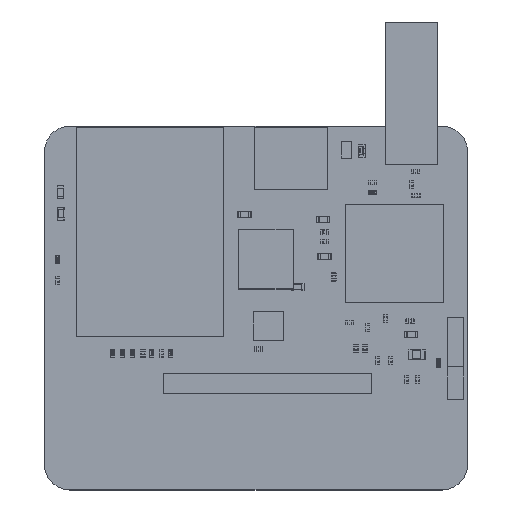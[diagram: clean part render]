
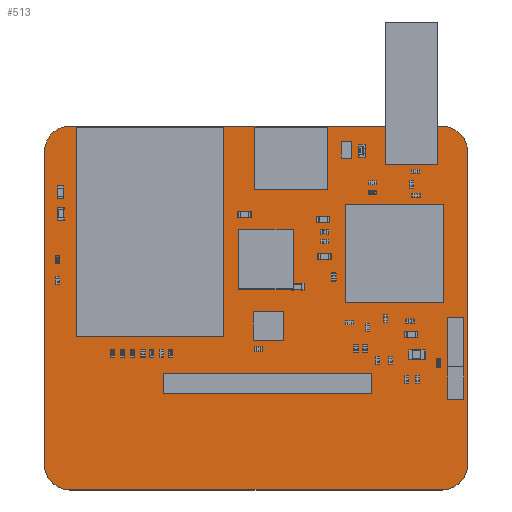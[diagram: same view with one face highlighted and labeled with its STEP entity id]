
A CAD part, top view. The second image highlights one B-rep face of the part: STEP entity #513.
In plain terms, the highlighted planar face has unit normal (0, 0, 1).
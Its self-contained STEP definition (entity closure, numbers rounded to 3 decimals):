
#248 = VERTEX_POINT('',#249);
#249 = CARTESIAN_POINT('',(0.,3.1,1.638));
#255 = EDGE_CURVE('',#248,#256,#258,.T.);
#256 = VERTEX_POINT('',#257);
#257 = CARTESIAN_POINT('',(3.1,0.,1.638));
#258 = CIRCLE('',#259,3.1);
#259 = AXIS2_PLACEMENT_3D('',#260,#261,#262);
#260 = CARTESIAN_POINT('',(3.1,3.1,1.638));
#261 = DIRECTION('',(0.,0.,1.));
#262 = DIRECTION('',(-1.,0.,0.));
#288 = EDGE_CURVE('',#256,#289,#291,.T.);
#289 = VERTEX_POINT('',#290);
#290 = CARTESIAN_POINT('',(48.5,0.,1.638));
#291 = LINE('',#292,#293);
#292 = CARTESIAN_POINT('',(3.1,0.,1.638));
#293 = VECTOR('',#294,1.);
#294 = DIRECTION('',(1.,0.,0.));
#319 = EDGE_CURVE('',#289,#320,#322,.T.);
#320 = VERTEX_POINT('',#321);
#321 = CARTESIAN_POINT('',(51.6,3.1,1.638));
#322 = CIRCLE('',#323,3.1);
#323 = AXIS2_PLACEMENT_3D('',#324,#325,#326);
#324 = CARTESIAN_POINT('',(48.5,3.1,1.638));
#325 = DIRECTION('',(0.,0.,1.));
#326 = DIRECTION('',(0.,-1.,0.));
#352 = EDGE_CURVE('',#320,#353,#355,.T.);
#353 = VERTEX_POINT('',#354);
#354 = CARTESIAN_POINT('',(51.6,41.3,1.638));
#355 = LINE('',#356,#357);
#356 = CARTESIAN_POINT('',(51.6,3.1,1.638));
#357 = VECTOR('',#358,1.);
#358 = DIRECTION('',(0.,1.,0.));
#383 = EDGE_CURVE('',#353,#384,#386,.T.);
#384 = VERTEX_POINT('',#385);
#385 = CARTESIAN_POINT('',(48.5,44.4,1.638));
#386 = CIRCLE('',#387,3.1);
#387 = AXIS2_PLACEMENT_3D('',#388,#389,#390);
#388 = CARTESIAN_POINT('',(48.5,41.3,1.638));
#389 = DIRECTION('',(0.,0.,1.));
#390 = DIRECTION('',(1.,0.,-0.));
#416 = EDGE_CURVE('',#384,#417,#419,.T.);
#417 = VERTEX_POINT('',#418);
#418 = CARTESIAN_POINT('',(3.1,44.4,1.638));
#419 = LINE('',#420,#421);
#420 = CARTESIAN_POINT('',(48.5,44.4,1.638));
#421 = VECTOR('',#422,1.);
#422 = DIRECTION('',(-1.,0.,0.));
#447 = EDGE_CURVE('',#417,#448,#450,.T.);
#448 = VERTEX_POINT('',#449);
#449 = CARTESIAN_POINT('',(0.,41.4,1.638));
#450 = CIRCLE('',#451,3.101);
#451 = AXIS2_PLACEMENT_3D('',#452,#453,#454);
#452 = CARTESIAN_POINT('',(3.1,41.299,1.638));
#453 = DIRECTION('',(0.,0.,1.));
#454 = DIRECTION('',(0.,1.,-0.));
#480 = EDGE_CURVE('',#448,#248,#481,.T.);
#481 = LINE('',#482,#483);
#482 = CARTESIAN_POINT('',(0.,41.4,1.638));
#483 = VECTOR('',#484,1.);
#484 = DIRECTION('',(0.,-1.,0.));
#513 = ADVANCED_FACE('',(#514),#524,.T.);
#514 = FACE_BOUND('',#515,.T.);
#515 = EDGE_LOOP('',(#516,#517,#518,#519,#520,#521,#522,#523));
#516 = ORIENTED_EDGE('',*,*,#255,.T.);
#517 = ORIENTED_EDGE('',*,*,#288,.T.);
#518 = ORIENTED_EDGE('',*,*,#319,.T.);
#519 = ORIENTED_EDGE('',*,*,#352,.T.);
#520 = ORIENTED_EDGE('',*,*,#383,.T.);
#521 = ORIENTED_EDGE('',*,*,#416,.T.);
#522 = ORIENTED_EDGE('',*,*,#447,.T.);
#523 = ORIENTED_EDGE('',*,*,#480,.T.);
#524 = PLANE('',#525);
#525 = AXIS2_PLACEMENT_3D('',#526,#527,#528);
#526 = CARTESIAN_POINT('',(25.799,22.201,1.638));
#527 = DIRECTION('',(0.,0.,1.));
#528 = DIRECTION('',(1.,0.,-0.));
